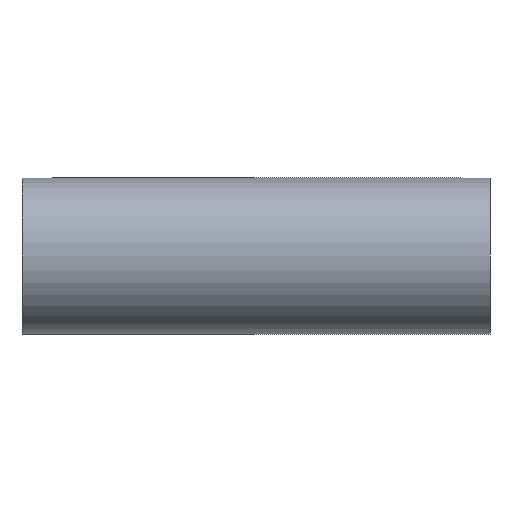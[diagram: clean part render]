
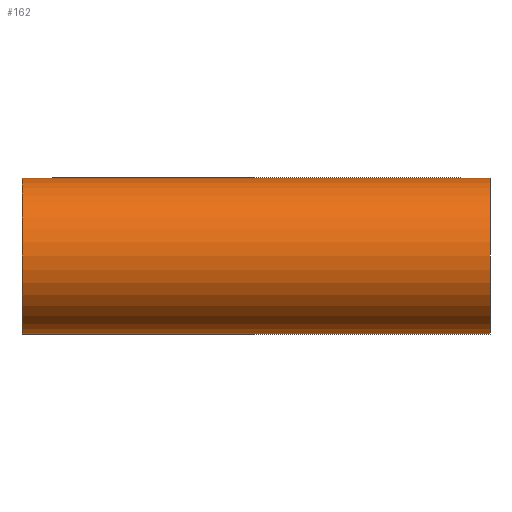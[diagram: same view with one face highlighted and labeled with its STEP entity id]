
A CAD part, front view. The second image highlights one B-rep face of the part: STEP entity #162.
In plain terms, the highlighted cylindrical face has radius 19.05 mm (diameter 38.1 mm), a full revolution.
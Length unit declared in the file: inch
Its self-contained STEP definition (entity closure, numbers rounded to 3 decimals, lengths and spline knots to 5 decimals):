
#19=FACE_BOUND('',#41,.T.);
#29=FACE_OUTER_BOUND('',#40,.T.);
#40=EDGE_LOOP('',(#143,#144,#145,#146,#147,#148));
#41=EDGE_LOOP('',(#149,#150,#151));
#45=ELLIPSE('',#192,1.06066,0.75);
#46=ELLIPSE('',#193,1.06066,0.75);
#47=ELLIPSE('',#194,1.06066,0.75);
#51=LINE('',#311,#55);
#55=VECTOR('',#263,0.75);
#64=CIRCLE('',#202,0.75);
#65=CIRCLE('',#203,0.75);
#66=CIRCLE('',#205,0.75);
#67=CIRCLE('',#206,0.75);
#75=VERTEX_POINT('',#282);
#76=VERTEX_POINT('',#284);
#77=VERTEX_POINT('',#286);
#82=VERTEX_POINT('',#301);
#83=VERTEX_POINT('',#302);
#84=VERTEX_POINT('',#306);
#85=VERTEX_POINT('',#307);
#95=EDGE_CURVE('',#76,#75,#45,.T.);
#96=EDGE_CURVE('',#77,#76,#46,.T.);
#97=EDGE_CURVE('',#75,#77,#47,.T.);
#103=EDGE_CURVE('',#82,#83,#64,.T.);
#104=EDGE_CURVE('',#83,#82,#65,.T.);
#105=EDGE_CURVE('',#84,#85,#66,.T.);
#106=EDGE_CURVE('',#85,#84,#67,.T.);
#107=EDGE_CURVE('',#83,#85,#51,.T.);
#143=ORIENTED_EDGE('',*,*,#103,.F.);
#144=ORIENTED_EDGE('',*,*,#104,.F.);
#145=ORIENTED_EDGE('',*,*,#107,.T.);
#146=ORIENTED_EDGE('',*,*,#106,.T.);
#147=ORIENTED_EDGE('',*,*,#105,.T.);
#148=ORIENTED_EDGE('',*,*,#107,.F.);
#149=ORIENTED_EDGE('',*,*,#95,.T.);
#150=ORIENTED_EDGE('',*,*,#97,.T.);
#151=ORIENTED_EDGE('',*,*,#96,.T.);
#155=CYLINDRICAL_SURFACE('',#207,0.75);
#162=ADVANCED_FACE('',(#29,#19),#155,.T.);
#192=AXIS2_PLACEMENT_3D('',#285,#230,#231);
#193=AXIS2_PLACEMENT_3D('',#287,#232,#233);
#194=AXIS2_PLACEMENT_3D('',#288,#234,#235);
#202=AXIS2_PLACEMENT_3D('',#303,#251,#252);
#203=AXIS2_PLACEMENT_3D('',#304,#253,#254);
#205=AXIS2_PLACEMENT_3D('',#308,#257,#258);
#206=AXIS2_PLACEMENT_3D('',#309,#259,#260);
#207=AXIS2_PLACEMENT_3D('',#310,#261,#262);
#230=DIRECTION('center_axis',(0.707,-0.707,0.));
#231=DIRECTION('ref_axis',(-0.707,-0.707,0.));
#232=DIRECTION('center_axis',(-0.707,-0.707,0.));
#233=DIRECTION('ref_axis',(-0.707,0.707,0.));
#234=DIRECTION('center_axis',(0.707,-0.707,0.));
#235=DIRECTION('ref_axis',(-0.707,-0.707,0.));
#251=DIRECTION('center_axis',(1.,0.,0.));
#252=DIRECTION('ref_axis',(0.,0.,-1.));
#253=DIRECTION('center_axis',(1.,0.,0.));
#254=DIRECTION('ref_axis',(0.,0.,-1.));
#257=DIRECTION('center_axis',(1.,0.,0.));
#258=DIRECTION('ref_axis',(0.,0.,-1.));
#259=DIRECTION('center_axis',(1.,0.,0.));
#260=DIRECTION('ref_axis',(0.,0.,-1.));
#261=DIRECTION('center_axis',(1.,0.,0.));
#262=DIRECTION('ref_axis',(0.,1.,0.));
#263=DIRECTION('',(-1.,0.,0.));
#282=CARTESIAN_POINT('',(0.75,0.75,0.));
#284=CARTESIAN_POINT('',(0.,0.,-0.75));
#285=CARTESIAN_POINT('Origin',(0.,0.,
0.));
#286=CARTESIAN_POINT('',(0.,0.,0.75));
#287=CARTESIAN_POINT('Origin',(0.,0.,
0.));
#288=CARTESIAN_POINT('Origin',(0.,0.,
0.));
#301=CARTESIAN_POINT('',(2.25,0.75,0.));
#302=CARTESIAN_POINT('',(2.25,-0.75,0.));
#303=CARTESIAN_POINT('Origin',(2.25,0.,0.));
#304=CARTESIAN_POINT('Origin',(2.25,0.,0.));
#306=CARTESIAN_POINT('',(-2.25,0.75,0.));
#307=CARTESIAN_POINT('',(-2.25,-0.75,0.));
#308=CARTESIAN_POINT('Origin',(-2.25,0.,0.));
#309=CARTESIAN_POINT('Origin',(-2.25,0.,0.));
#310=CARTESIAN_POINT('Origin',(0.,0.,
0.));
#311=CARTESIAN_POINT('',(0.,-0.75,0.));
